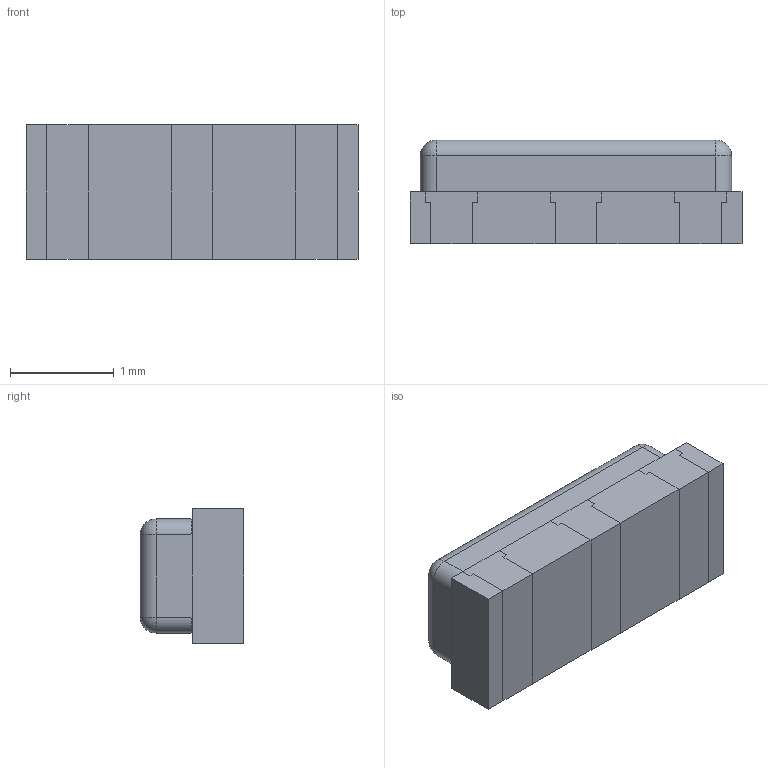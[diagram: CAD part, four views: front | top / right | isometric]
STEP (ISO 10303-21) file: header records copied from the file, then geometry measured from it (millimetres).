
FILE_DESCRIPTION (( 'STEP AP214' ), '1' );
FILE_NAME ('CSTNE16M0V530000R0.STEP', '2019-04-24T21:45:39', ( '' ), ( '' ), 'SwSTEP 2.0', 'SolidWorks 2017', '' );
FILE_SCHEMA (( 'AUTOMOTIVE_DESIGN' ));
Length unit declared in the file: millimetre
Products named in the file (1): CSTNE16M0V530000R0
Bounding box: 3.2 x 1 x 1.3 mm (x, y, z)
Volume: 3.7 mm3; surface area: 31.4 mm2
Topology: 8 solids, 8 shells, 84 faces, 196 edges, 124 vertices
Faces by surface type: plane 72, cylinder 8, sphere 4
Entity records: 2413 total; most frequent: CARTESIAN_POINT 401, ORIENTED_EDGE 384, DIRECTION 378, EDGE_CURVE 192, VECTOR 176, LINE 176, VERTEX_POINT 124, AXIS2_PLACEMENT_3D 101
